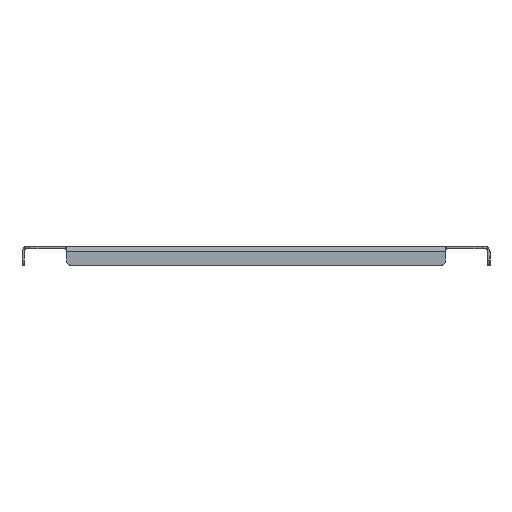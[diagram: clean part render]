
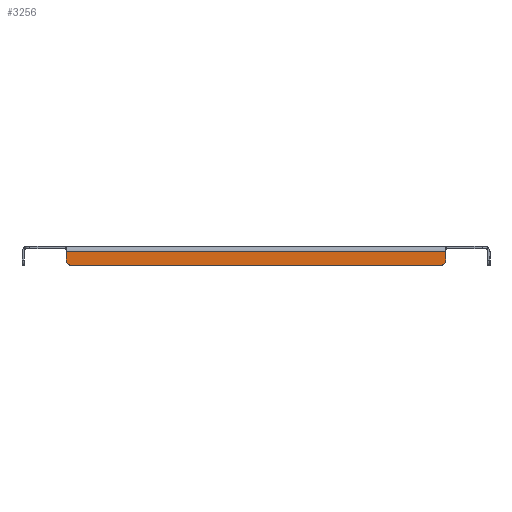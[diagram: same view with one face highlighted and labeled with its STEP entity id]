
A CAD part, front view. The second image highlights one B-rep face of the part: STEP entity #3256.
In plain terms, the highlighted planar face has unit normal (0, -1, 0).
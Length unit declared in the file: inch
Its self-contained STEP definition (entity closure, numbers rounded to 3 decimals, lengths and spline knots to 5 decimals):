
#25 = CARTESIAN_POINT ( 'NONE',  ( 8.24175, -16.47075, -0.608 ) ) ;
#44 = AXIS2_PLACEMENT_3D ( 'NONE', #1322, #2069, #2884 ) ;
#159 = CARTESIAN_POINT ( 'NONE',  ( -8.49175, -16.47075, -0.2465 ) ) ;
#173 = LINE ( 'NONE', #3208, #375 ) ;
#187 = DIRECTION ( 'NONE',  ( 0., -1., 0. ) ) ;
#303 = EDGE_CURVE ( 'NONE', #2454, #1205, #2700, .T. ) ;
#319 = EDGE_CURVE ( 'NONE', #3086, #1205, #431, .T. ) ;
#373 = VERTEX_POINT ( 'NONE', #2456 ) ;
#375 = VECTOR ( 'NONE', #1943, 39.37008 ) ;
#388 = CARTESIAN_POINT ( 'NONE',  ( 8.49175, -16.47075, -0.2465 ) ) ;
#423 = ORIENTED_EDGE ( 'NONE', *, *, #3057, .T. ) ;
#431 = LINE ( 'NONE', #388, #2151 ) ;
#439 = CARTESIAN_POINT ( 'NONE',  ( -8.24175, -16.47075, -0.608 ) ) ;
#494 = VERTEX_POINT ( 'NONE', #2854 ) ;
#557 = EDGE_CURVE ( 'NONE', #3180, #494, #1709, .T. ) ;
#673 = CARTESIAN_POINT ( 'NONE',  ( -10.36675, -16.47075, -0.858 ) ) ;
#895 = ORIENTED_EDGE ( 'NONE', *, *, #303, .T. ) ;
#971 = DIRECTION ( 'NONE',  ( 1., 0., 0. ) ) ;
#1039 = VECTOR ( 'NONE', #1430, 39.37008 ) ;
#1169 = CARTESIAN_POINT ( 'NONE',  ( 8.49175, -16.47075, -0.2465 ) ) ;
#1191 = VECTOR ( 'NONE', #971, 39.37008 ) ;
#1194 = DIRECTION ( 'NONE',  ( 0., 0., -1. ) ) ;
#1205 = VERTEX_POINT ( 'NONE', #1169 ) ;
#1258 = AXIS2_PLACEMENT_3D ( 'NONE', #439, #187, #1194 ) ;
#1267 = CARTESIAN_POINT ( 'NONE',  ( 8.49175, -16.47075, -0.608 ) ) ;
#1322 = CARTESIAN_POINT ( 'NONE',  ( -10.36675, -16.47075, 0. ) ) ;
#1350 = CIRCLE ( 'NONE', #1452, 0.25 ) ;
#1399 = EDGE_CURVE ( 'NONE', #494, #2454, #1350, .T. ) ;
#1414 = CARTESIAN_POINT ( 'NONE',  ( 8.49175, -16.47075, 0. ) ) ;
#1421 = ORIENTED_EDGE ( 'NONE', *, *, #1399, .T. ) ;
#1430 = DIRECTION ( 'NONE',  ( 0., 0., 1. ) ) ;
#1452 = AXIS2_PLACEMENT_3D ( 'NONE', #25, #2549, #2019 ) ;
#1709 = LINE ( 'NONE', #673, #1191 ) ;
#1788 = CIRCLE ( 'NONE', #1258, 0.25 ) ;
#1934 = DIRECTION ( 'NONE',  ( 1., 0., 0. ) ) ;
#1943 = DIRECTION ( 'NONE',  ( 0., 0., -1. ) ) ;
#2019 = DIRECTION ( 'NONE',  ( 0., 0., -1. ) ) ;
#2069 = DIRECTION ( 'NONE',  ( 0., -1., 0. ) ) ;
#2125 = ORIENTED_EDGE ( 'NONE', *, *, #3079, .T. ) ;
#2151 = VECTOR ( 'NONE', #1934, 39.37008 ) ;
#2166 = EDGE_LOOP ( 'NONE', ( #423, #2125, #2663, #1421, #895, #2825 ) ) ;
#2252 = CARTESIAN_POINT ( 'NONE',  ( -8.24175, -16.47075, -0.858 ) ) ;
#2454 = VERTEX_POINT ( 'NONE', #1267 ) ;
#2456 = CARTESIAN_POINT ( 'NONE',  ( -8.49175, -16.47075, -0.608 ) ) ;
#2549 = DIRECTION ( 'NONE',  ( 0., -1., 0. ) ) ;
#2574 = FACE_OUTER_BOUND ( 'NONE', #2166, .T. ) ;
#2663 = ORIENTED_EDGE ( 'NONE', *, *, #557, .T. ) ;
#2700 = LINE ( 'NONE', #1414, #1039 ) ;
#2825 = ORIENTED_EDGE ( 'NONE', *, *, #319, .F. ) ;
#2830 = PLANE ( 'NONE',  #44 ) ;
#2854 = CARTESIAN_POINT ( 'NONE',  ( 8.24175, -16.47075, -0.858 ) ) ;
#2884 = DIRECTION ( 'NONE',  ( 0., 0., -1. ) ) ;
#3057 = EDGE_CURVE ( 'NONE', #3086, #373, #173, .T. ) ;
#3079 = EDGE_CURVE ( 'NONE', #373, #3180, #1788, .T. ) ;
#3086 = VERTEX_POINT ( 'NONE', #159 ) ;
#3180 = VERTEX_POINT ( 'NONE', #2252 ) ;
#3208 = CARTESIAN_POINT ( 'NONE',  ( -8.49175, -16.47075, 0. ) ) ;
#3256 = ADVANCED_FACE ( 'NONE', ( #2574 ), #2830, .T. ) ;
